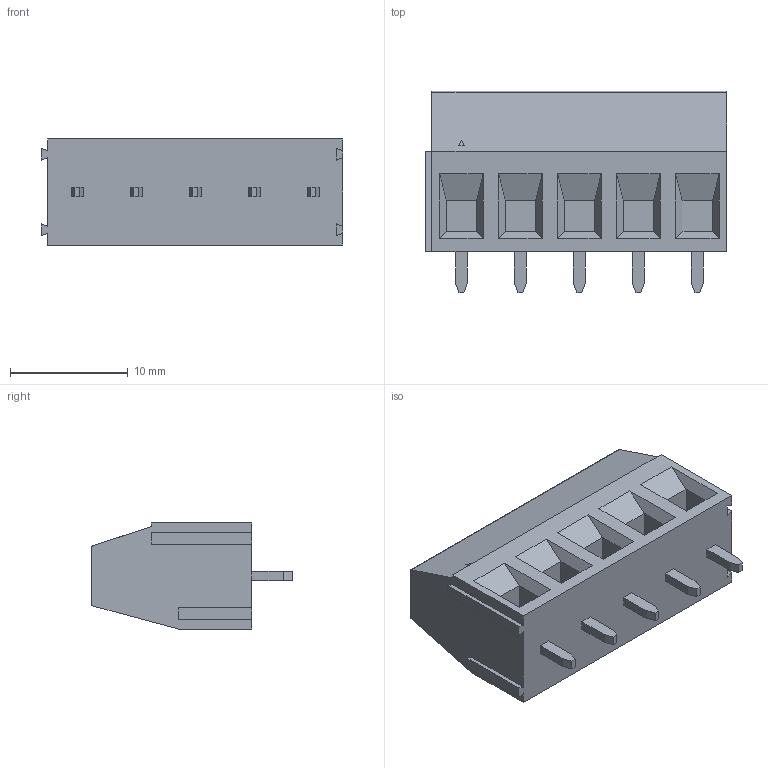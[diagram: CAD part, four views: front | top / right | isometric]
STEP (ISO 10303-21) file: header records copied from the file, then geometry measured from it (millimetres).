
FILE_DESCRIPTION (( 'STEP AP214' ), '1' );
FILE_NAME ('DG125-5.0-05P-14-00AH.STEP', '2021-01-11T18:57:23', ( '' ), ( '' ), 'SwSTEP 2.0', 'SolidWorks 2020', '' );
FILE_SCHEMA (( 'AUTOMOTIVE_DESIGN' ));
Length unit declared in the file: millimetre
Products named in the file (1): DG125-5.0-05P-14-00AH
Bounding box: 25.57 x 17.1 x 9 mm (x, y, z)
Volume: 2399.4 mm3; surface area: 1993.7 mm2
Topology: 1 solids, 1 shells, 584 faces, 1506 edges, 977 vertices
Faces by surface type: plane 326, bspline 169, cylinder 48, torus 25, cone 16
Entity records: 30240 total; most frequent: CARTESIAN_POINT 12705, ORIENTED_EDGE 3012, DIRECTION 2182, EDGE_CURVE 1506, VERTEX_POINT 977, LINE 966, VECTOR 966, EDGE_LOOP 637
